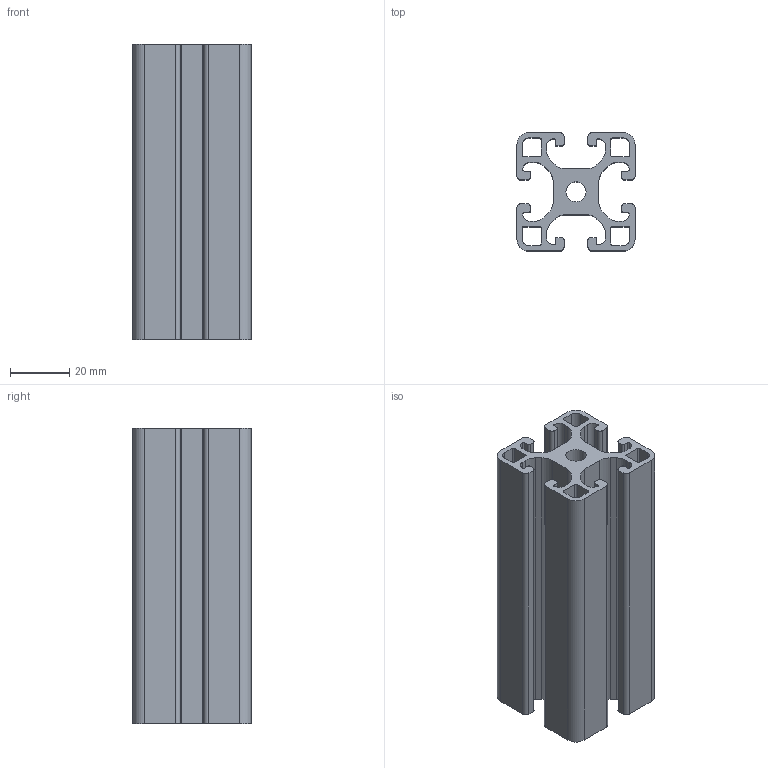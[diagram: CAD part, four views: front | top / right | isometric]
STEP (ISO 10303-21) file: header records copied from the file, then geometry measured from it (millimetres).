
FILE_DESCRIPTION(('FreeCAD Model'),'2;1');
FILE_NAME('Profile-40x40L-I-Type_Slot8.step','2019-10-30T20:53:08',( 'Author'),(''),'Open CASCADE STEP processor 7.3','FreeCAD','Unknown' );
FILE_SCHEMA(('AUTOMOTIVE_DESIGN { 1 0 10303 214 1 1 1 1 }'));
Length unit declared in the file: millimetre
Products named in the file (1): Pocket001
Bounding box: 40 x 40 x 100 mm (x, y, z)
Volume: 65701.4 mm3; surface area: 47316.5 mm2
Topology: 1 solids, 1 shells, 147 faces, 435 edges, 290 vertices
Faces by surface type: cylinder 77, plane 70
Full cylindrical faces by diameter (mm): 6.8 x1
Entity records: 11001 total; most frequent: CARTESIAN_POINT 2787, DIRECTION 1481, LINE 877, VECTOR 877, ORIENTED_EDGE 870, PCURVE 870, DEFINITIONAL_REPRESENTATION 870, EDGE_CURVE 435
